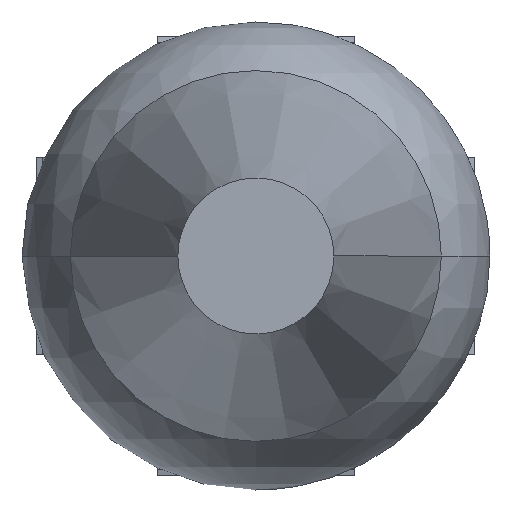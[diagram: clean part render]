
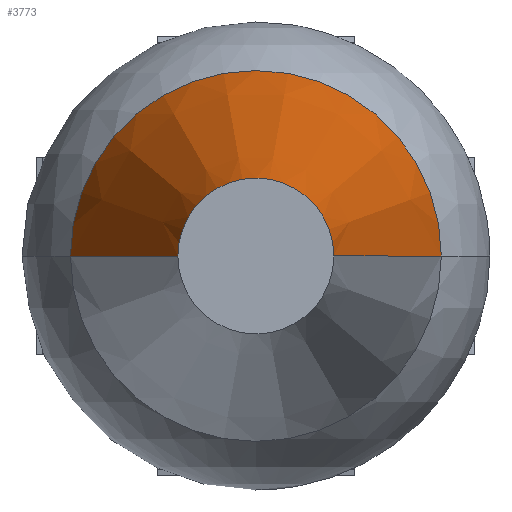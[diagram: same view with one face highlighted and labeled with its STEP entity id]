
A CAD part, front view. The second image highlights one B-rep face of the part: STEP entity #3773.
In plain terms, the highlighted conical face has half-angle 12.584 degrees and reference radius 250 mm.
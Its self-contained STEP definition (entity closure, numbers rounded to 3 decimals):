
#44 = VERTEX_POINT ( 'NONE', #4199 ) ;
#234 = DIRECTION ( 'NONE',  ( 0.218, 0.976, 0. ) ) ;
#315 = AXIS2_PLACEMENT_3D ( 'NONE', #1009, #1703, #3987 ) ;
#341 = LINE ( 'NONE', #1918, #1903 ) ;
#444 = EDGE_LOOP ( 'NONE', ( #4038, #3431, #1609, #2533 ) ) ;
#528 = DIRECTION ( 'NONE',  ( -0.218, 0.976, 0. ) ) ;
#559 = VERTEX_POINT ( 'NONE', #3055 ) ;
#568 = FACE_OUTER_BOUND ( 'NONE', #444, .T. ) ;
#579 = DIRECTION ( 'NONE',  ( -1., 0., 0. ) ) ;
#610 = CARTESIAN_POINT ( 'NONE',  ( 250., -2000., 0. ) ) ;
#716 = LINE ( 'NONE', #1217, #1093 ) ;
#820 = CARTESIAN_POINT ( 'NONE',  ( 0., -2000., 0. ) ) ;
#854 = EDGE_CURVE ( 'NONE', #2270, #3324, #341, .T. ) ;
#1009 = CARTESIAN_POINT ( 'NONE',  ( 0., -2000., 0. ) ) ;
#1093 = VECTOR ( 'NONE', #528, 1000. ) ;
#1217 = CARTESIAN_POINT ( 'NONE',  ( -250., -2000., 0. ) ) ;
#1368 = AXIS2_PLACEMENT_3D ( 'NONE', #1945, #4232, #579 ) ;
#1589 = CARTESIAN_POINT ( 'NONE',  ( 594.357, -457.427, 0. ) ) ;
#1609 = ORIENTED_EDGE ( 'NONE', *, *, #3282, .F. ) ;
#1703 = DIRECTION ( 'NONE',  ( 0., 1., 0. ) ) ;
#1903 = VECTOR ( 'NONE', #234, 1000. ) ;
#1918 = CARTESIAN_POINT ( 'NONE',  ( 250., -2000., 0. ) ) ;
#1933 = AXIS2_PLACEMENT_3D ( 'NONE', #820, #3803, #3131 ) ;
#1945 = CARTESIAN_POINT ( 'NONE',  ( 0., -457.427, 0. ) ) ;
#2270 = VERTEX_POINT ( 'NONE', #610 ) ;
#2533 = ORIENTED_EDGE ( 'NONE', *, *, #2796, .F. ) ;
#2796 = EDGE_CURVE ( 'NONE', #44, #559, #716, .T. ) ;
#3055 = CARTESIAN_POINT ( 'NONE',  ( -594.357, -457.427, 0. ) ) ;
#3131 = DIRECTION ( 'NONE',  ( -1., 0., 0. ) ) ;
#3282 = EDGE_CURVE ( 'NONE', #559, #3324, #3510, .T. ) ;
#3324 = VERTEX_POINT ( 'NONE', #1589 ) ;
#3431 = ORIENTED_EDGE ( 'NONE', *, *, #854, .T. ) ;
#3510 = CIRCLE ( 'NONE', #1368, 594.357 ) ;
#3773 = ADVANCED_FACE ( 'NONE', ( #568 ), #3963, .T. ) ;
#3803 = DIRECTION ( 'NONE',  ( 0., 1., 0. ) ) ;
#3864 = CIRCLE ( 'NONE', #1933, 250. ) ;
#3963 = CONICAL_SURFACE ( 'NONE', #315, 250., 0.22 ) ;
#3987 = DIRECTION ( 'NONE',  ( -1., 0., 0. ) ) ;
#4038 = ORIENTED_EDGE ( 'NONE', *, *, #4152, .T. ) ;
#4152 = EDGE_CURVE ( 'NONE', #44, #2270, #3864, .T. ) ;
#4199 = CARTESIAN_POINT ( 'NONE',  ( -250., -2000., 0. ) ) ;
#4232 = DIRECTION ( 'NONE',  ( 0., 1., 0. ) ) ;
